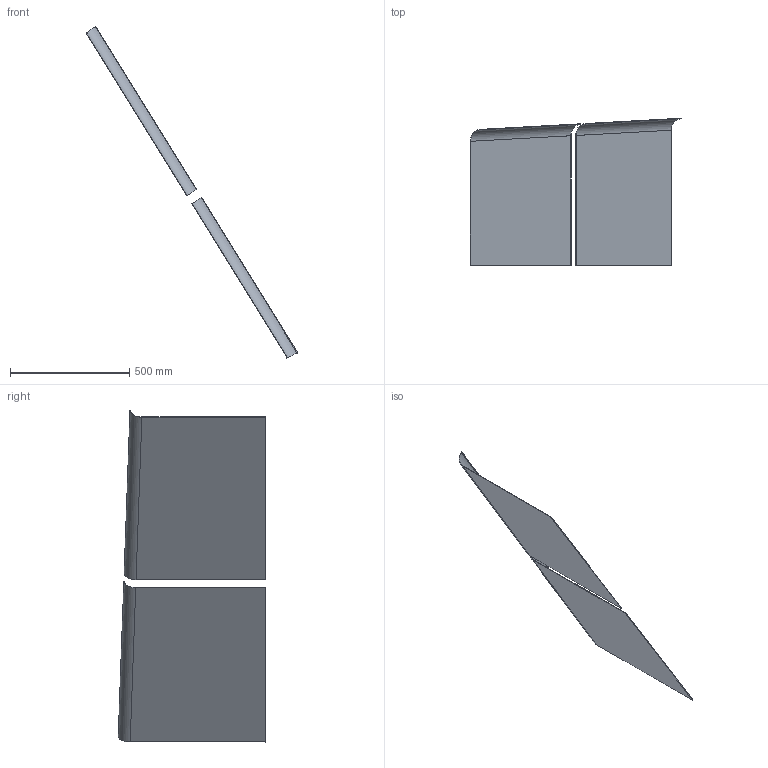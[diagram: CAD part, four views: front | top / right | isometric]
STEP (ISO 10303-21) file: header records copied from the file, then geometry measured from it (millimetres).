
FILE_DESCRIPTION(('FreeCAD Model'),'2;1');
FILE_NAME('detailed_HCLL/step/armour_sample_envelope_1.step', '2018-05-01T08:41:56',('FreeCAD'),('FreeCAD'), 'Open CASCADE STEP processor 7.2','FreeCAD','Unknown');
FILE_SCHEMA(('AUTOMOTIVE_DESIGN_CC2 { 1 2 10303 214 -1 1 5 4 }'));
Length unit declared in the file: millimetre
Products named in the file (3): Open CASCADE STEP translator 7.2 3; Open CASCADE STEP translator 7.2 3.1; Open CASCADE STEP translator 7.2 3.2
Assembly tree (2 placements, depth 2):
  Open CASCADE STEP translator 7.2 3
    Open CASCADE STEP translator 7.2 3.1
    Open CASCADE STEP translator 7.2 3.2
Bounding box: 887.36 x 619.32 x 1393.23 mm (x, y, z)
Volume: 1941881.7 mm3; surface area: 1953141 mm2
Topology: 2 solids, 2 shells, 20 faces, 48 edges, 32 vertices
Faces by surface type: plane 16, cylinder 4
Entity records: 1248 total; most frequent: CARTESIAN_POINT 333, DIRECTION 132, ORIENTED_EDGE 96, PCURVE 96, DEFINITIONAL_REPRESENTATION 96, LINE 64, VECTOR 64, B_SPLINE_CURVE_WITH_KNOTS 64
